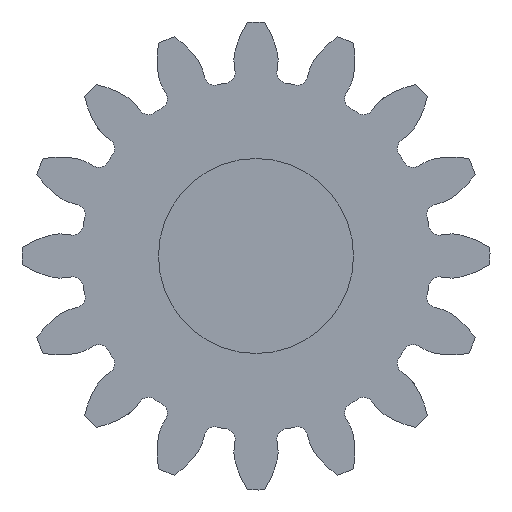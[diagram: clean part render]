
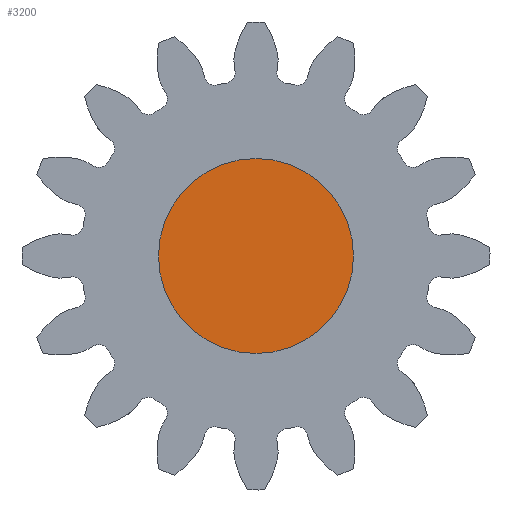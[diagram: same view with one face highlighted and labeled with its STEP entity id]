
A CAD part, left-side view. The second image highlights one B-rep face of the part: STEP entity #3200.
In plain terms, the highlighted planar face has unit normal (-1, 0, 0).
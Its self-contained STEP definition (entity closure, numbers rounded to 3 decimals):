
#246=PLANE('',#3451);
#413=FACE_OUTER_BOUND('',#584,.T.);
#584=EDGE_LOOP('',(#2962));
#1173=CIRCLE('',#3452,3.75);
#1499=VERTEX_POINT('',#5971);
#1987=EDGE_CURVE('',#1499,#1499,#1173,.T.);
#2962=ORIENTED_EDGE('',*,*,#1987,.T.);
#3200=ADVANCED_FACE('',(#413),#246,.T.);
#3451=AXIS2_PLACEMENT_3D('',#5970,#4152,#4153);
#3452=AXIS2_PLACEMENT_3D('',#5972,#4154,#4155);
#4152=DIRECTION('center_axis',(-1.,0.,0.));
#4153=DIRECTION('ref_axis',(0.,-1.,0.));
#4154=DIRECTION('center_axis',(-1.,0.,0.));
#4155=DIRECTION('ref_axis',(0.,-1.,0.));
#5970=CARTESIAN_POINT('Origin',(-59.133,-17.301,8.4));
#5971=CARTESIAN_POINT('',(-59.133,-13.551,8.4));
#5972=CARTESIAN_POINT('Origin',(-59.133,-17.301,8.4));
